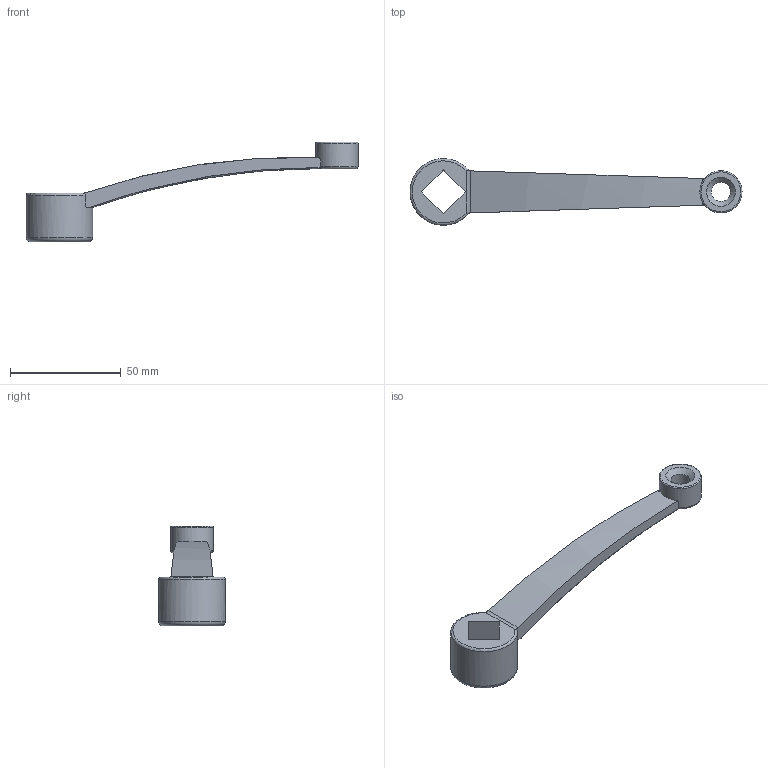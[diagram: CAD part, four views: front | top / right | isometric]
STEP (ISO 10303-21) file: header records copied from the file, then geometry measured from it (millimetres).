
FILE_DESCRIPTION(/* description */ (''),/* implementation_level */ '2;1');
FILE_NAME(/* name */ 'CHS_125_14_N.dxf',/* time_stamp */ '2012-11-23T15:18:03+08:00',/* author */ (''),/* organization */ (''),/* preprocessor_version */ 'ST-DEVELOPER v9',/* originating_system */ 'UGS - NX 4.0',/* authorisation */ '');
FILE_SCHEMA (('CONFIG_CONTROL_DESIGN'));
Length unit declared in the file: millimetre
Products named in the file (1): Admi8E4Fxixq
Bounding box: 149.59 x 30 x 45 mm (x, y, z)
Volume: 24011.1 mm3; surface area: 9960.2 mm2
Topology: 1 solids, 1 shells, 36 faces, 93 edges, 59 vertices
Faces by surface type: plane 16, cylinder 12, torus 4, cone 2, bspline 2
Full cylindrical faces by diameter (mm): 8.6 x1, 19 x1, 30 x1
Entity records: 1322 total; most frequent: CARTESIAN_POINT 404, ORIENTED_EDGE 168, DIRECTION 167, EDGE_CURVE 84, AXIS2_PLACEMENT_3D 63, VERTEX_POINT 57, EDGE_LOOP 47, LINE 41
